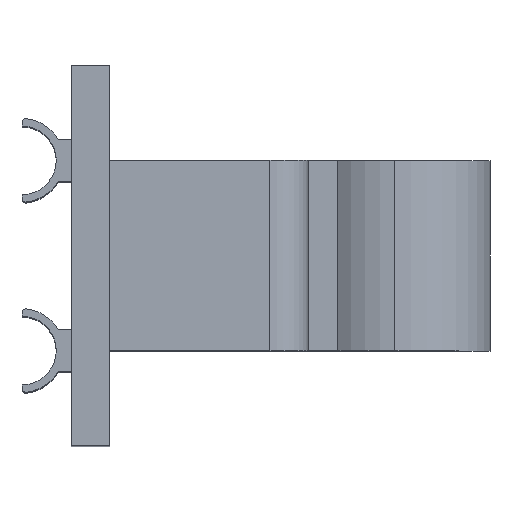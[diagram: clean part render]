
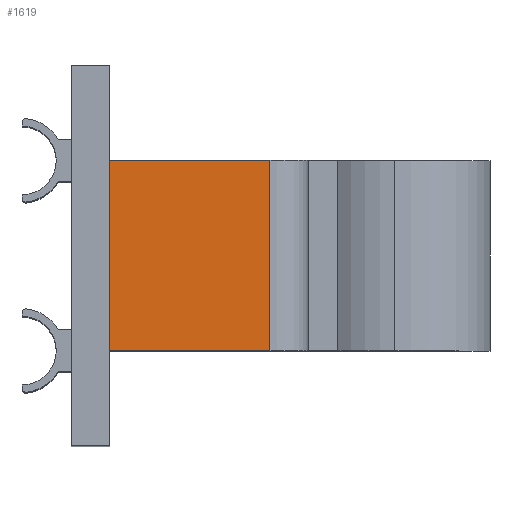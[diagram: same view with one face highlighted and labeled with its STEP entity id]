
A CAD part, top view. The second image highlights one B-rep face of the part: STEP entity #1619.
In plain terms, the highlighted planar face has unit normal (0, 0, 1).
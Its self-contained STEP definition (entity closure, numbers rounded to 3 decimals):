
#45 = CARTESIAN_POINT ( 'NONE',  ( -75., 50., 70.736 ) ) ;
#51 = CARTESIAN_POINT ( 'NONE',  ( -75., 0., 70.736 ) ) ;
#131 = LINE ( 'NONE', #3423, #2166 ) ;
#199 = CARTESIAN_POINT ( 'NONE',  ( -75., 0., 70.736 ) ) ;
#313 = CARTESIAN_POINT ( 'NONE',  ( -32.825, -69.273, 70.736 ) ) ;
#339 = CARTESIAN_POINT ( 'NONE',  ( -75., -69.273, 70.736 ) ) ;
#363 = DIRECTION ( 'NONE',  ( 0., 0., 1. ) ) ;
#391 = VECTOR ( 'NONE', #2056, 1000. ) ;
#598 = VERTEX_POINT ( 'NONE', #51 ) ;
#892 = LINE ( 'NONE', #313, #2250 ) ;
#1187 = AXIS2_PLACEMENT_3D ( 'NONE', #339, #363, #3010 ) ;
#1488 = EDGE_CURVE ( 'NONE', #598, #1962, #2353, .T. ) ;
#1556 = VERTEX_POINT ( 'NONE', #2371 ) ;
#1619 = ADVANCED_FACE ( 'NONE', ( #1821 ), #3659, .T. ) ;
#1644 = LINE ( 'NONE', #199, #2756 ) ;
#1682 = CARTESIAN_POINT ( 'NONE',  ( -32.825, 50., 70.736 ) ) ;
#1771 = EDGE_CURVE ( 'NONE', #1556, #598, #1644, .T. ) ;
#1807 = VERTEX_POINT ( 'NONE', #1682 ) ;
#1821 = FACE_OUTER_BOUND ( 'NONE', #2740, .T. ) ;
#1865 = EDGE_CURVE ( 'NONE', #1556, #1807, #892, .T. ) ;
#1962 = VERTEX_POINT ( 'NONE', #45 ) ;
#2056 = DIRECTION ( 'NONE',  ( 0., 1., 0. ) ) ;
#2074 = CARTESIAN_POINT ( 'NONE',  ( -75., -69.273, 70.736 ) ) ;
#2095 = DIRECTION ( 'NONE',  ( 0., 1., 0. ) ) ;
#2166 = VECTOR ( 'NONE', #3136, 1000. ) ;
#2188 = ORIENTED_EDGE ( 'NONE', *, *, #1488, .F. ) ;
#2250 = VECTOR ( 'NONE', #2095, 1000. ) ;
#2353 = LINE ( 'NONE', #2074, #391 ) ;
#2371 = CARTESIAN_POINT ( 'NONE',  ( -32.825, 0., 70.736 ) ) ;
#2740 = EDGE_LOOP ( 'NONE', ( #3347, #3202, #3575, #2188 ) ) ;
#2756 = VECTOR ( 'NONE', #3713, 1000. ) ;
#3010 = DIRECTION ( 'NONE',  ( 1., 0., 0. ) ) ;
#3136 = DIRECTION ( 'NONE',  ( 1., 0., 0. ) ) ;
#3202 = ORIENTED_EDGE ( 'NONE', *, *, #1865, .T. ) ;
#3347 = ORIENTED_EDGE ( 'NONE', *, *, #1771, .F. ) ;
#3423 = CARTESIAN_POINT ( 'NONE',  ( -75., 50., 70.736 ) ) ;
#3575 = ORIENTED_EDGE ( 'NONE', *, *, #3792, .F. ) ;
#3659 = PLANE ( 'NONE',  #1187 ) ;
#3713 = DIRECTION ( 'NONE',  ( -1., 0., 0. ) ) ;
#3792 = EDGE_CURVE ( 'NONE', #1962, #1807, #131, .T. ) ;
